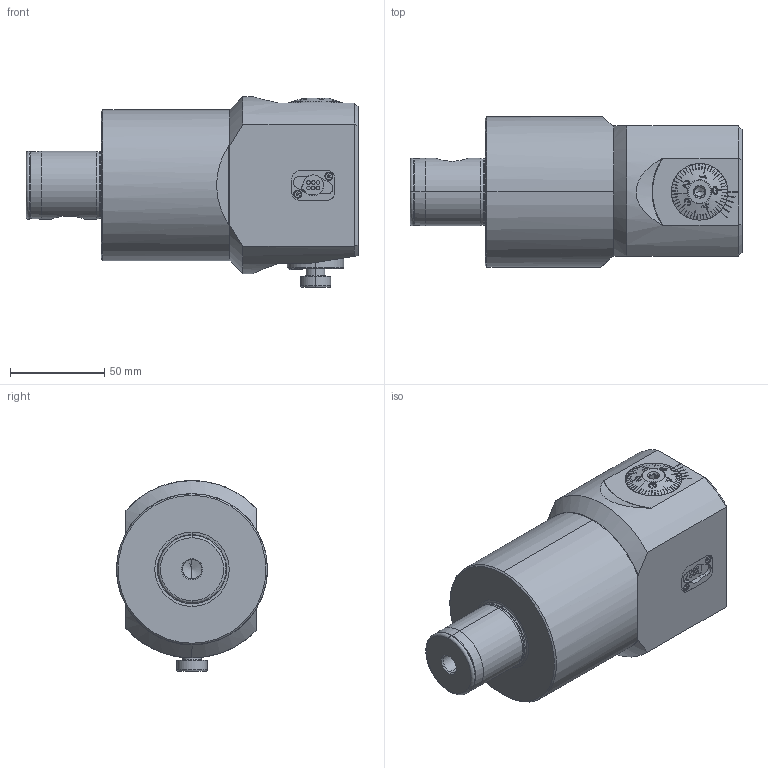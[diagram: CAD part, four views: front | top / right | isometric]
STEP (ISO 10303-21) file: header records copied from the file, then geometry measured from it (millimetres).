
FILE_DESCRIPTION (( 'STEP AP203' ), '1' );
FILE_NAME ('C05.080.116.140.STEP', '2021-01-20T15:24:15', ( '' ), ( '' ), 'SwSTEP 2.0', 'SolidWorks 2017', '' );
FILE_SCHEMA (( 'CONFIG_CONTROL_DESIGN' ));
Length unit declared in the file: millimetre
Products named in the file (20): F94-BG1.DA4.030; A55-BG3.011.033_A_gek〉zt; F94-BG2.014.024_B_Fertig mit Gewinde; C05.080.116.140; WCB-ER2.001.009_A; F94-BG1.DA3.030_A; ISO 4762 - M2 x 4; DIN 3771 - 25x1.5; DIN 7984 - M10 x 16; A55-BG2.013.005_C; A55-BG2.012.006_B; ISO 4026 - M10 x 16; F55-BG1.012.012_A; A55-BG2.011.016_D; Klebstoff D10; DIN 3771 - 13x1; WH8-F94.DA3.140_A; Fxx-BG7.DA1.0xx_B_F72; PEF-DA3.010.032_A_F72; Fxx-MAB.xxx.xxx_A_F94
Assembly tree (20 placements, depth 3):
  C05.080.116.140
    WH8-F94.DA3.140_A
    F94-BG1.DA4.030
      F94-BG1.DA3.030_A
      F55-BG1.012.012_A
      A55-BG2.011.016_D
      A55-BG2.012.006_B
      A55-BG2.013.005_C
      DIN 3771 - 25x1.5
      F94-BG2.014.024_B_Fertig mit Gewinde
      Fxx-MAB.xxx.xxx_A_F94
    A55-BG3.011.033_A_gek〉zt
    WCB-ER2.001.009_A
    Klebstoff D10
    ISO 4026 - M10 x 16
    DIN 7984 - M10 x 16
    DIN 3771 - 13x1
    Fxx-BG7.DA1.0xx_B_F72
    PEF-DA3.010.032_A_F72
    ISO 4762 - M2 x 4  x2
Bounding box: 176 x 80 x 101.15 mm (x, y, z)
Volume: 740095 mm3; surface area: 91312 mm2
Topology: 31 solids, 31 shells, 1006 faces, 2541 edges, 1602 vertices
Faces by surface type: plane 469, cylinder 219, cone 203, torus 78, bspline 35, sphere 2
Entity records: 35040 total; most frequent: CARTESIAN_POINT 10038, ORIENTED_EDGE 4922, DIRECTION 4545, EDGE_CURVE 2461, AXIS2_PLACEMENT_3D 1728, VERTEX_POINT 1569, LINE 1089, VECTOR 1089
